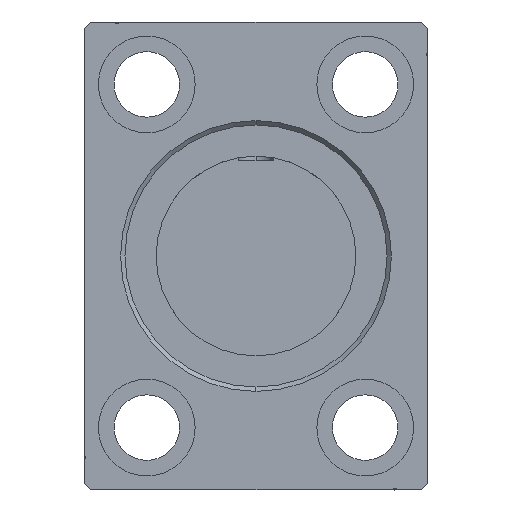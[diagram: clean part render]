
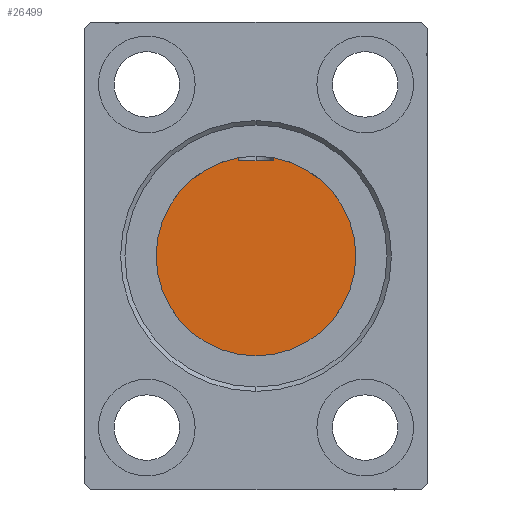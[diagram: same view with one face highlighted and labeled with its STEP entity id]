
A CAD part, left-side view. The second image highlights one B-rep face of the part: STEP entity #26499.
In plain terms, the highlighted planar face has unit normal (-1, 0, 0).
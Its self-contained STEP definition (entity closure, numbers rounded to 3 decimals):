
#499 = EDGE_LOOP ( 'NONE', ( #7207, #8817, #33595, #36475, #1272 ) ) ;
#697 = VERTEX_POINT ( 'NONE', #40368 ) ;
#1117 = LINE ( 'NONE', #4988, #4575 ) ;
#1272 = ORIENTED_EDGE ( 'NONE', *, *, #18282, .T. ) ;
#2031 = EDGE_CURVE ( 'NONE', #2218, #27803, #12476, .T. ) ;
#2048 = CARTESIAN_POINT ( 'NONE',  ( 101.2, 0., 0. ) ) ;
#2218 = VERTEX_POINT ( 'NONE', #31977 ) ;
#2581 = DIRECTION ( 'NONE',  ( 0., 1., 0. ) ) ;
#3434 = CARTESIAN_POINT ( 'NONE',  ( 101.2, 0., -16. ) ) ;
#4575 = VECTOR ( 'NONE', #34724, 1000. ) ;
#4988 = CARTESIAN_POINT ( 'NONE',  ( 101.2, -2.743, 15.24 ) ) ;
#7207 = ORIENTED_EDGE ( 'NONE', *, *, #30684, .F. ) ;
#8817 = ORIENTED_EDGE ( 'NONE', *, *, #39424, .T. ) ;
#9162 = DIRECTION ( 'NONE',  ( 0., 0., 1. ) ) ;
#10234 = CARTESIAN_POINT ( 'NONE',  ( 101.2, 2.743, 15.24 ) ) ;
#10636 = AXIS2_PLACEMENT_3D ( 'NONE', #37960, #30869, #34096 ) ;
#11549 = CARTESIAN_POINT ( 'NONE',  ( 101.2, 2.743, 15.24 ) ) ;
#11710 = EDGE_CURVE ( 'NONE', #2218, #39507, #40869, .T. ) ;
#12476 = LINE ( 'NONE', #10234, #42052 ) ;
#12706 = FACE_OUTER_BOUND ( 'NONE', #499, .T. ) ;
#12919 = CARTESIAN_POINT ( 'NONE',  ( 101.2, 0., 0. ) ) ;
#12932 = AXIS2_PLACEMENT_3D ( 'NONE', #12919, #35115, #26067 ) ;
#17354 = VERTEX_POINT ( 'NONE', #38658 ) ;
#18282 = EDGE_CURVE ( 'NONE', #39507, #17354, #18932, .T. ) ;
#18932 = CIRCLE ( 'NONE', #10636, 16. ) ;
#23395 = DIRECTION ( 'NONE',  ( 0., 0., -1. ) ) ;
#25544 = DIRECTION ( 'NONE',  ( -1., 0., 0. ) ) ;
#26067 = DIRECTION ( 'NONE',  ( 0., 0., 1. ) ) ;
#26077 = CARTESIAN_POINT ( 'NONE',  ( 101.2, 0., 15.24 ) ) ;
#26499 = ADVANCED_FACE ( 'NONE', ( #12706 ), #35740, .T. ) ;
#27803 = VERTEX_POINT ( 'NONE', #11549 ) ;
#29299 = LINE ( 'NONE', #26077, #37785 ) ;
#30684 = EDGE_CURVE ( 'NONE', #697, #17354, #1117, .T. ) ;
#30869 = DIRECTION ( 'NONE',  ( -1., 0., 0. ) ) ;
#31977 = CARTESIAN_POINT ( 'NONE',  ( 101.2, 2.743, 15.763 ) ) ;
#33595 = ORIENTED_EDGE ( 'NONE', *, *, #2031, .F. ) ;
#34096 = DIRECTION ( 'NONE',  ( 0., 0., 1. ) ) ;
#34724 = DIRECTION ( 'NONE',  ( 0., 0., 1. ) ) ;
#35115 = DIRECTION ( 'NONE',  ( -1., 0., 0. ) ) ;
#35740 = PLANE ( 'NONE',  #12932 ) ;
#36475 = ORIENTED_EDGE ( 'NONE', *, *, #11710, .T. ) ;
#37785 = VECTOR ( 'NONE', #2581, 1000. ) ;
#37960 = CARTESIAN_POINT ( 'NONE',  ( 101.2, 0., 0. ) ) ;
#38131 = AXIS2_PLACEMENT_3D ( 'NONE', #2048, #25544, #9162 ) ;
#38658 = CARTESIAN_POINT ( 'NONE',  ( 101.2, -2.743, 15.763 ) ) ;
#39424 = EDGE_CURVE ( 'NONE', #697, #27803, #29299, .T. ) ;
#39507 = VERTEX_POINT ( 'NONE', #3434 ) ;
#40368 = CARTESIAN_POINT ( 'NONE',  ( 101.2, -2.743, 15.24 ) ) ;
#40869 = CIRCLE ( 'NONE', #38131, 16. ) ;
#42052 = VECTOR ( 'NONE', #23395, 1000. ) ;
